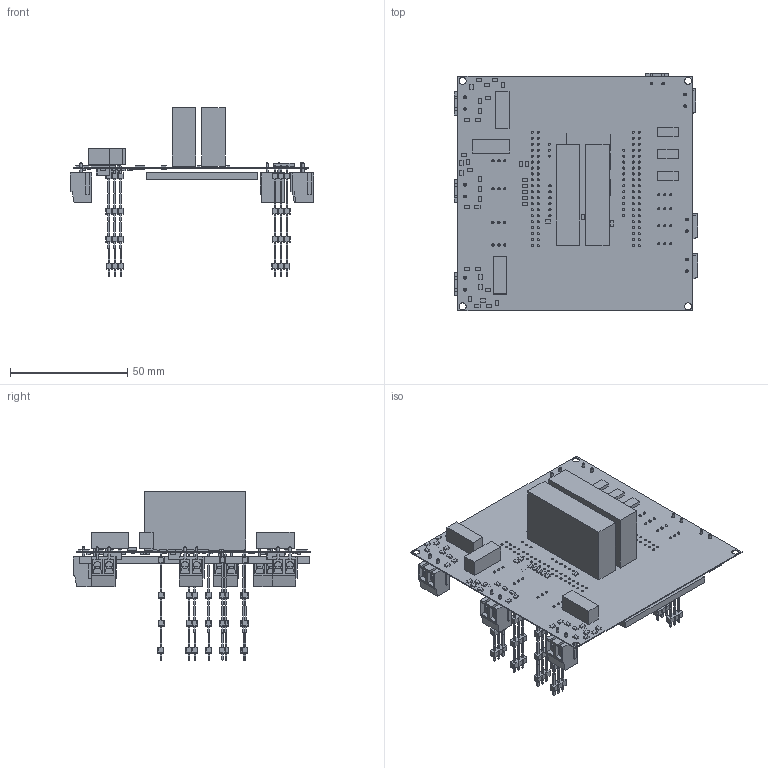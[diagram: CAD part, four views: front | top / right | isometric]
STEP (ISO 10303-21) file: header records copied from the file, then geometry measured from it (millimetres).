
FILE_DESCRIPTION(('Open CASCADE Model'),'2;1');
FILE_NAME('Open CASCADE Shape Model','2019-10-26T19:21:50',('Author'),( 'Open CASCADE'),'Open CASCADE STEP processor 6.8','Open CASCADE 6.8' ,'Unknown');
FILE_SCHEMA(('AUTOMOTIVE_DESIGN { 1 0 10303 214 1 1 1 1 }'));
Length unit declared in the file: millimetre
Products named in the file (128): PCB; Board; R12; 1052596104; Extruded; R11; R10; 1052595968; R9; R8; R6; U3; 1165224168; U4; 1052597736; R15; R13; R21; R22; R23; R20; R19; R30; R29; R28; R27; R26; C1; 1052596920; C2; C3; 1052595832; C5; C4; U9; 1165223352; U7; 1165223760; R56; R55 ...
Assembly tree (234 placements, depth 4):
  PCB
    Board
    R12
      1052596104
        Extruded
    R11
      1052596104
        Extruded
    R10
      1052595968
        Extruded
    R9
      1052595968
        Extruded
    R8
      1052596104
        Extruded
    R6
      1052596104
        Extruded
    U3
      1165224168
        Extruded
    U4
      1052597736
        Extruded
    R15
      1052595968
        Extruded
    R13
      1052596104
        Extruded
    R21
      1052595968
        Extruded
    R22
      1052595968
        Extruded
    R23
      1052595968
        Extruded
    R20
      1052596104
        Extruded
    R19
      1052596104
        Extruded
    R30
      1052596104
        Extruded
    R29
      1052595968
        Extruded
    R28
      1052596104
        Extruded
    R27
      1052595968
        Extruded
    R26
Bounding box: 103.49 x 101.24 x 71.85 mm (x, y, z)
Volume: 49366.9 mm3; surface area: 53002.4 mm2
Topology: 123 solids, 123 shells, 4371 faces, 10227 edges, 6336 vertices
Faces by surface type: plane 4068, cylinder 233, sphere 42, cone 28
Full cylindrical faces by diameter (mm): 0.762 x12, 0.9 x125, 0.998 x14, 1.2 x22, 2 x14, 3 x18, 3.85 x14
Entity records: 19109 total; most frequent: DIRECTION 3097, CARTESIAN_POINT 2830, ORIENTED_EDGE 2526, EDGE_CURVE 1263, AXIS2_PLACEMENT_3D 1116, LINE 865, VECTOR 865, FACE_BOUND 841
